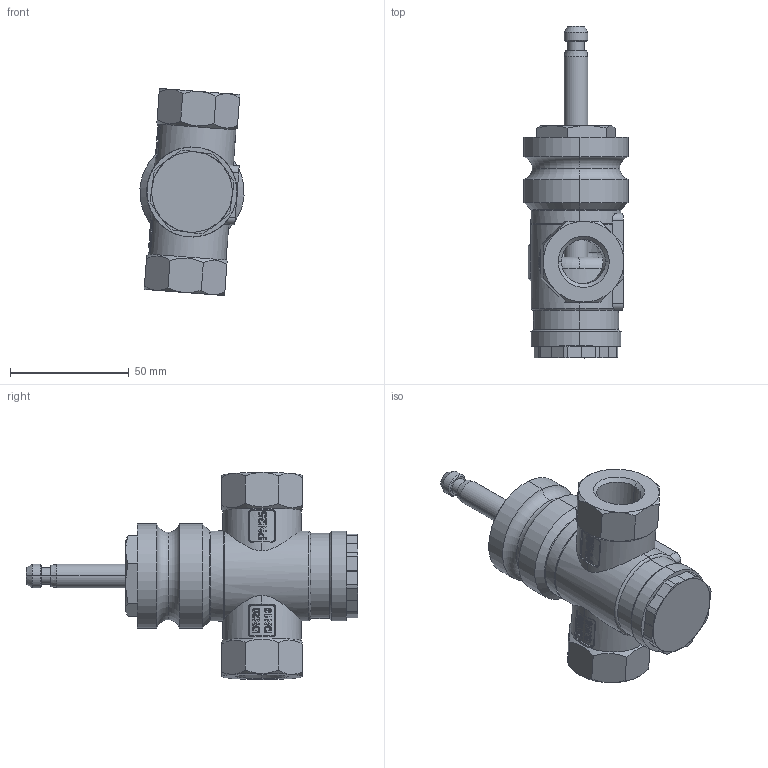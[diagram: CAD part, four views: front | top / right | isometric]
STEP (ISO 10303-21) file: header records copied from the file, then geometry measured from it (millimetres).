
FILE_DESCRIPTION((''),'2;1');
FILE_NAME('3D_STEP_CAD_MODEL_OF__SW0001','2023-04-18T11:43:47',('phili'),(''),'CREO PARAMETRIC BY PTC INC, 2019010','CREO PARAMETRIC BY PTC INC, 2019010','');
FILE_SCHEMA(('CONFIG_CONTROL_DESIGN'));
Length unit declared in the file: millimetre
Products named in the file (1): 3D_STEP_CAD_MODEL_OF__SW0001
Bounding box: 43.87 x 140 x 87.33 mm (x, y, z)
Surface area: 44112.1 mm2 (no closed solid volume)
Topology: 0 solids, 24 shells, 337 faces, 1391 edges, 1069 vertices
Faces by surface type: cylinder 116, plane 107, cone 56, bspline 34, torus 24
Entity records: 21551 total; most frequent: CARTESIAN_POINT 11218, ORIENTED_EDGE 2047, DIRECTION 1824, EDGE_CURVE 1389, VERTEX_POINT 1069, AXIS2_PLACEMENT_3D 698, B_SPLINE_CURVE_WITH_KNOTS 566, VECTOR 428
